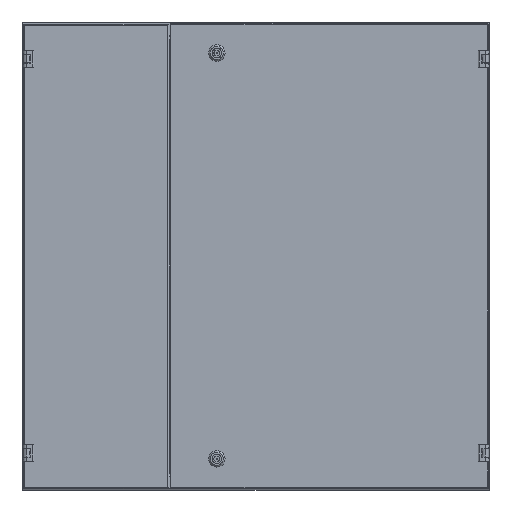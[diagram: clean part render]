
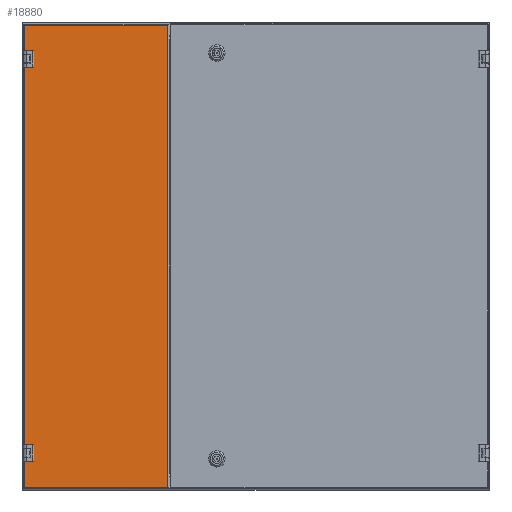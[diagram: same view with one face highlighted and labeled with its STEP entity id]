
A CAD part, top view. The second image highlights one B-rep face of the part: STEP entity #18880.
In plain terms, the highlighted planar face has unit normal (0, 0, 1).
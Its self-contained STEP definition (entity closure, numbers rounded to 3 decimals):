
#3547 = VERTEX_POINT ( 'NONE', #80865 ) ;
#3789 = EDGE_CURVE ( 'NONE', #104675, #18580, #9271, .T. ) ;
#4792 = EDGE_CURVE ( 'NONE', #104990, #24800, #49848, .T. ) ;
#6762 = EDGE_LOOP ( 'NONE', ( #57626, #72803, #53010, #82607, #117769, #35313, #24135, #94174, #17046, #77154, #22263, #111991 ) ) ;
#9271 = LINE ( 'NONE', #68000, #65262 ) ;
#10016 = DIRECTION ( 'NONE',  ( 0., 1., 0. ) ) ;
#10153 = DIRECTION ( 'NONE',  ( -1., 0., 0. ) ) ;
#12297 = VECTOR ( 'NONE', #56291, 1000. ) ;
#12487 = LINE ( 'NONE', #54290, #80757 ) ;
#12993 = EDGE_CURVE ( 'NONE', #24800, #36416, #35016, .T. ) ;
#14077 = EDGE_CURVE ( 'NONE', #65276, #67663, #19550, .T. ) ;
#14735 = EDGE_CURVE ( 'NONE', #31438, #28169, #93902, .T. ) ;
#17025 = LINE ( 'NONE', #105639, #55026 ) ;
#17046 = ORIENTED_EDGE ( 'NONE', *, *, #19811, .T. ) ;
#18580 = VERTEX_POINT ( 'NONE', #116122 ) ;
#18880 = ADVANCED_FACE ( 'NONE', ( #84123 ), #102442, .T. ) ;
#19115 = CARTESIAN_POINT ( 'NONE',  ( -395.5, 346., 213.1 ) ) ;
#19550 = LINE ( 'NONE', #60744, #106226 ) ;
#19811 = EDGE_CURVE ( 'NONE', #18580, #65276, #103636, .T. ) ;
#20058 = LINE ( 'NONE', #83234, #42836 ) ;
#20595 = CARTESIAN_POINT ( 'NONE',  ( -395.5, -396.5, 213.1 ) ) ;
#21480 = VECTOR ( 'NONE', #54980, 1000. ) ;
#22263 = ORIENTED_EDGE ( 'NONE', *, *, #111849, .F. ) ;
#23034 = DIRECTION ( 'NONE',  ( 0., 0., 1. ) ) ;
#24135 = ORIENTED_EDGE ( 'NONE', *, *, #120988, .T. ) ;
#24442 = VECTOR ( 'NONE', #10153, 1000. ) ;
#24572 = DIRECTION ( 'NONE',  ( 0., -1., 0. ) ) ;
#24800 = VERTEX_POINT ( 'NONE', #74327 ) ;
#28169 = VERTEX_POINT ( 'NONE', #20595 ) ;
#28781 = EDGE_CURVE ( 'NONE', #31438, #104990, #46978, .T. ) ;
#30349 = VECTOR ( 'NONE', #93748, 1000. ) ;
#31438 = VERTEX_POINT ( 'NONE', #50527 ) ;
#34338 = DIRECTION ( 'NONE',  ( 1., 0., 0. ) ) ;
#34502 = DIRECTION ( 'NONE',  ( -1., 0., 0. ) ) ;
#35016 = LINE ( 'NONE', #77021, #12297 ) ;
#35313 = ORIENTED_EDGE ( 'NONE', *, *, #14735, .T. ) ;
#36218 = VECTOR ( 'NONE', #82595, 1000. ) ;
#36416 = VERTEX_POINT ( 'NONE', #65152 ) ;
#36848 = CARTESIAN_POINT ( 'NONE',  ( -395.5, 394.646, 213.1 ) ) ;
#36964 = CARTESIAN_POINT ( 'NONE',  ( -384., -348., 213.1 ) ) ;
#40711 = VECTOR ( 'NONE', #24572, 1000. ) ;
#40860 = CARTESIAN_POINT ( 'NONE',  ( -150.5, -396.5, 213.1 ) ) ;
#42047 = CARTESIAN_POINT ( 'NONE',  ( -397., -348., 213.1 ) ) ;
#42836 = VECTOR ( 'NONE', #44986, 1000. ) ;
#44986 = DIRECTION ( 'NONE',  ( 0., 1., 0. ) ) ;
#46978 = LINE ( 'NONE', #42047, #100251 ) ;
#49848 = LINE ( 'NONE', #54567, #36218 ) ;
#50527 = CARTESIAN_POINT ( 'NONE',  ( -395.5, -348., 213.1 ) ) ;
#53010 = ORIENTED_EDGE ( 'NONE', *, *, #12993, .F. ) ;
#54290 = CARTESIAN_POINT ( 'NONE',  ( -384., 328., 213.1 ) ) ;
#54567 = CARTESIAN_POINT ( 'NONE',  ( -384., -348., 213.1 ) ) ;
#54980 = DIRECTION ( 'NONE',  ( -1., 0., 0. ) ) ;
#55026 = VECTOR ( 'NONE', #106082, 1000. ) ;
#56291 = DIRECTION ( 'NONE',  ( -1., 0., 0. ) ) ;
#57626 = ORIENTED_EDGE ( 'NONE', *, *, #94009, .F. ) ;
#60744 = CARTESIAN_POINT ( 'NONE',  ( -395.5, 394.646, 213.1 ) ) ;
#65152 = CARTESIAN_POINT ( 'NONE',  ( -395.5, -330., 213.1 ) ) ;
#65262 = VECTOR ( 'NONE', #10016, 1000. ) ;
#65276 = VERTEX_POINT ( 'NONE', #74661 ) ;
#67663 = VERTEX_POINT ( 'NONE', #19115 ) ;
#68000 = CARTESIAN_POINT ( 'NONE',  ( -150.5, -396.646, 213.1 ) ) ;
#68162 = AXIS2_PLACEMENT_3D ( 'NONE', #120685, #23034, #34502 ) ;
#72803 = ORIENTED_EDGE ( 'NONE', *, *, #115511, .T. ) ;
#74327 = CARTESIAN_POINT ( 'NONE',  ( -384., -330., 213.1 ) ) ;
#74661 = CARTESIAN_POINT ( 'NONE',  ( -395.5, 394.5, 213.1 ) ) ;
#74990 = CARTESIAN_POINT ( 'NONE',  ( -384., 328., 213.1 ) ) ;
#77021 = CARTESIAN_POINT ( 'NONE',  ( -397., -330., 213.1 ) ) ;
#77154 = ORIENTED_EDGE ( 'NONE', *, *, #14077, .T. ) ;
#80757 = VECTOR ( 'NONE', #34338, 1000. ) ;
#80865 = CARTESIAN_POINT ( 'NONE',  ( -395.5, 328., 213.1 ) ) ;
#82595 = DIRECTION ( 'NONE',  ( 0., 1., 0. ) ) ;
#82607 = ORIENTED_EDGE ( 'NONE', *, *, #4792, .F. ) ;
#83234 = CARTESIAN_POINT ( 'NONE',  ( -384., 328., 213.1 ) ) ;
#83479 = LINE ( 'NONE', #112866, #30349 ) ;
#84123 = FACE_OUTER_BOUND ( 'NONE', #6762, .T. ) ;
#84768 = CARTESIAN_POINT ( 'NONE',  ( -384., 346., 213.1 ) ) ;
#86790 = VERTEX_POINT ( 'NONE', #74990 ) ;
#88835 = DIRECTION ( 'NONE',  ( 0., -1., 0. ) ) ;
#93748 = DIRECTION ( 'NONE',  ( 0., -1., 0. ) ) ;
#93902 = LINE ( 'NONE', #36848, #40711 ) ;
#94009 = EDGE_CURVE ( 'NONE', #3547, #86790, #12487, .T. ) ;
#94174 = ORIENTED_EDGE ( 'NONE', *, *, #3789, .T. ) ;
#96857 = VERTEX_POINT ( 'NONE', #104644 ) ;
#100251 = VECTOR ( 'NONE', #110040, 1000. ) ;
#100315 = EDGE_CURVE ( 'NONE', #86790, #96857, #20058, .T. ) ;
#102442 = PLANE ( 'NONE',  #68162 ) ;
#103636 = LINE ( 'NONE', #122898, #21480 ) ;
#104644 = CARTESIAN_POINT ( 'NONE',  ( -384., 346., 213.1 ) ) ;
#104675 = VERTEX_POINT ( 'NONE', #40860 ) ;
#104990 = VERTEX_POINT ( 'NONE', #36964 ) ;
#105639 = CARTESIAN_POINT ( 'NONE',  ( -395.646, -396.5, 213.1 ) ) ;
#106082 = DIRECTION ( 'NONE',  ( 1., 0., 0. ) ) ;
#106226 = VECTOR ( 'NONE', #88835, 1000. ) ;
#108044 = LINE ( 'NONE', #84768, #24442 ) ;
#110040 = DIRECTION ( 'NONE',  ( 1., 0., 0. ) ) ;
#111849 = EDGE_CURVE ( 'NONE', #96857, #67663, #108044, .T. ) ;
#111991 = ORIENTED_EDGE ( 'NONE', *, *, #100315, .F. ) ;
#112866 = CARTESIAN_POINT ( 'NONE',  ( -395.5, 394.646, 213.1 ) ) ;
#115511 = EDGE_CURVE ( 'NONE', #3547, #36416, #83479, .T. ) ;
#116122 = CARTESIAN_POINT ( 'NONE',  ( -150.5, 394.5, 213.1 ) ) ;
#117769 = ORIENTED_EDGE ( 'NONE', *, *, #28781, .F. ) ;
#120685 = CARTESIAN_POINT ( 'NONE',  ( -273., -1., 213.1 ) ) ;
#120988 = EDGE_CURVE ( 'NONE', #28169, #104675, #17025, .T. ) ;
#122898 = CARTESIAN_POINT ( 'NONE',  ( -150.354, 394.5, 213.1 ) ) ;
